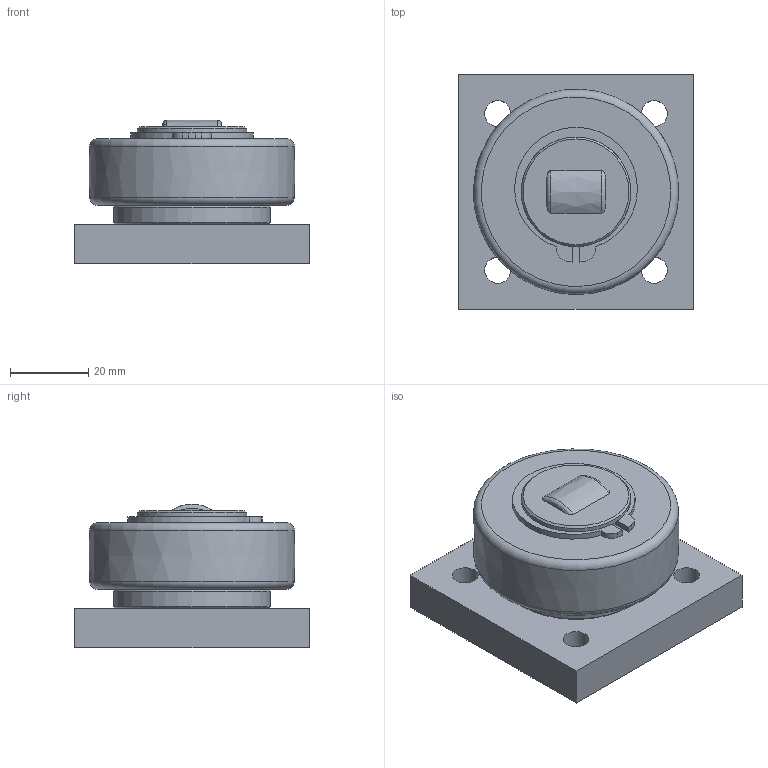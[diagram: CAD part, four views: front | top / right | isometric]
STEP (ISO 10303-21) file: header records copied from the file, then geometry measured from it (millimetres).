
FILE_DESCRIPTION((''),'2;1');
FILE_NAME('TR 050.0200 BQ1000.stp','2013-09-26T14:13:13',('hipp'),(''),'Autodesk Inventor 2013','Autodesk Inventor 2013','');
FILE_SCHEMA(('AUTOMOTIVE_DESIGN { 1 0 10303 214 1 1 1 1 }'));
Length unit declared in the file: millimetre
Products named in the file (1): TR 050.0200 BQ1000_Shrinkwrap_1
Bounding box: 60 x 60 x 36.75 mm (x, y, z)
Volume: 76391.7 mm3; surface area: 16347.1 mm2
Topology: 1 solids, 1 shells, 41 faces, 99 edges, 65 vertices
Faces by surface type: plane 20, cylinder 11, torus 4, cone 4, bspline 2
Full cylindrical faces by diameter (mm): 6.647 x4, 28 x1, 30 x1, 40 x1
Entity records: 1216 total; most frequent: CARTESIAN_POINT 260, DIRECTION 188, ORIENTED_EDGE 158, EDGE_CURVE 79, AXIS2_PLACEMENT_3D 75, EDGE_LOOP 68, VERTEX_POINT 59, FACE_OUTER_BOUND 41
